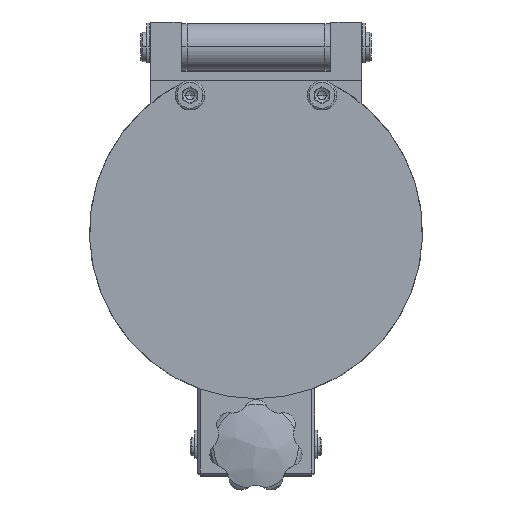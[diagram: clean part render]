
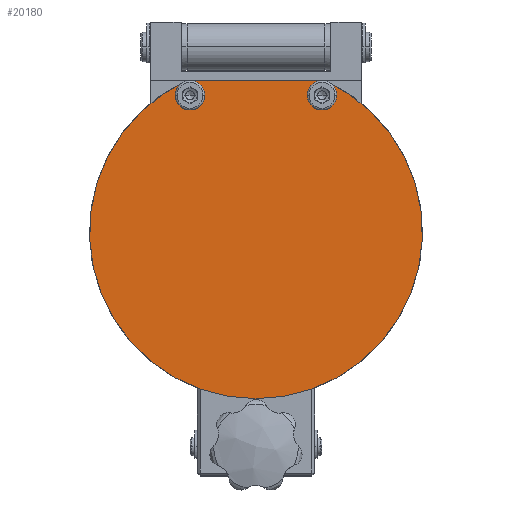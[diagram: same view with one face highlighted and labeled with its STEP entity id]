
A CAD part, top view. The second image highlights one B-rep face of the part: STEP entity #20180.
In plain terms, the highlighted planar face has unit normal (0, 0, 1).
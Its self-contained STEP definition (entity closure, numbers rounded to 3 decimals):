
#1024 = EDGE_CURVE ( 'NONE', #14132, #22127, #27102, .T. ) ;
#1393 = CIRCLE ( 'NONE', #25192, 56.75 ) ;
#1893 = VERTEX_POINT ( 'NONE', #20445 ) ;
#2029 = VERTEX_POINT ( 'NONE', #25249 ) ;
#2537 = EDGE_CURVE ( 'NONE', #8800, #23194, #21372, .T. ) ;
#2693 = EDGE_CURVE ( 'NONE', #1893, #2029, #17038, .T. ) ;
#3461 = DIRECTION ( 'NONE',  ( 0., 0., 1. ) ) ;
#3550 = CARTESIAN_POINT ( 'NONE',  ( 22.5, 46.656, 26. ) ) ;
#3664 = CARTESIAN_POINT ( 'NONE',  ( 22.5, 46.656, 26. ) ) ;
#3948 = CARTESIAN_POINT ( 'NONE',  ( -22.5, 46.656, 26. ) ) ;
#4147 = CIRCLE ( 'NONE', #12319, 3.3 ) ;
#4341 = CARTESIAN_POINT ( 'NONE',  ( 22.5, 49.956, 26. ) ) ;
#5815 = DIRECTION ( 'NONE',  ( 0., 1., 0. ) ) ;
#6121 = DIRECTION ( 'NONE',  ( 0., 1., 0. ) ) ;
#6355 = AXIS2_PLACEMENT_3D ( 'NONE', #8880, #23816, #11034 ) ;
#7058 = AXIS2_PLACEMENT_3D ( 'NONE', #3948, #18916, #6121 ) ;
#7194 = ORIENTED_EDGE ( 'NONE', *, *, #25950, .F. ) ;
#7465 = AXIS2_PLACEMENT_3D ( 'NONE', #3664, #18641, #5815 ) ;
#7911 = FACE_OUTER_BOUND ( 'NONE', #13265, .T. ) ;
#7951 = EDGE_LOOP ( 'NONE', ( #18996, #25001 ) ) ;
#8800 = VERTEX_POINT ( 'NONE', #21281 ) ;
#8880 = CARTESIAN_POINT ( 'NONE',  ( 0., 0., 26. ) ) ;
#9387 = DIRECTION ( 'NONE',  ( 0., 0., 1. ) ) ;
#9791 = CARTESIAN_POINT ( 'NONE',  ( -23.5, 51.656, 26. ) ) ;
#11034 = DIRECTION ( 'NONE',  ( 0., 1., 0. ) ) ;
#11411 = DIRECTION ( 'NONE',  ( 0., 0., 1. ) ) ;
#11932 = DIRECTION ( 'NONE',  ( -1., 0., 0. ) ) ;
#12319 = AXIS2_PLACEMENT_3D ( 'NONE', #24169, #11411, #26307 ) ;
#12844 = CIRCLE ( 'NONE', #7465, 3.3 ) ;
#13265 = EDGE_LOOP ( 'NONE', ( #27609, #14991 ) ) ;
#13617 = FACE_BOUND ( 'NONE', #7951, .T. ) ;
#14132 = VERTEX_POINT ( 'NONE', #17450 ) ;
#14991 = ORIENTED_EDGE ( 'NONE', *, *, #2537, .T. ) ;
#15067 = VECTOR ( 'NONE', #11932, 1000. ) ;
#17038 = CIRCLE ( 'NONE', #7058, 3.3 ) ;
#17450 = CARTESIAN_POINT ( 'NONE',  ( 22.5, 43.356, 26. ) ) ;
#18641 = DIRECTION ( 'NONE',  ( 0., 0., 1. ) ) ;
#18916 = DIRECTION ( 'NONE',  ( 0., 0., 1. ) ) ;
#18996 = ORIENTED_EDGE ( 'NONE', *, *, #21002, .F. ) ;
#19260 = FACE_BOUND ( 'NONE', #19835, .T. ) ;
#19835 = EDGE_LOOP ( 'NONE', ( #7194, #21712 ) ) ;
#20180 = ADVANCED_FACE ( 'NONE', ( #19260, #13617, #7911 ), #23731, .T. ) ;
#20445 = CARTESIAN_POINT ( 'NONE',  ( -22.5, 43.356, 26. ) ) ;
#21002 = EDGE_CURVE ( 'NONE', #22127, #14132, #12844, .T. ) ;
#21281 = CARTESIAN_POINT ( 'NONE',  ( 23.5, 51.656, 26. ) ) ;
#21372 = LINE ( 'NONE', #9791, #15067 ) ;
#21528 = CARTESIAN_POINT ( 'NONE',  ( -23.5, 51.656, 26. ) ) ;
#21712 = ORIENTED_EDGE ( 'NONE', *, *, #2693, .F. ) ;
#22127 = VERTEX_POINT ( 'NONE', #4341 ) ;
#22151 = CARTESIAN_POINT ( 'NONE',  ( 0., 0., 26. ) ) ;
#23194 = VERTEX_POINT ( 'NONE', #21528 ) ;
#23395 = AXIS2_PLACEMENT_3D ( 'NONE', #3550, #3461, #24490 ) ;
#23731 = PLANE ( 'NONE',  #6355 ) ;
#23816 = DIRECTION ( 'NONE',  ( 0., 0., 1. ) ) ;
#24169 = CARTESIAN_POINT ( 'NONE',  ( -22.5, 46.656, 26. ) ) ;
#24295 = DIRECTION ( 'NONE',  ( 0., 1., 0. ) ) ;
#24490 = DIRECTION ( 'NONE',  ( 0., 1., 0. ) ) ;
#25001 = ORIENTED_EDGE ( 'NONE', *, *, #1024, .F. ) ;
#25192 = AXIS2_PLACEMENT_3D ( 'NONE', #22151, #9387, #24295 ) ;
#25249 = CARTESIAN_POINT ( 'NONE',  ( -22.5, 49.956, 26. ) ) ;
#25950 = EDGE_CURVE ( 'NONE', #2029, #1893, #4147, .T. ) ;
#26307 = DIRECTION ( 'NONE',  ( 0., 1., 0. ) ) ;
#27098 = EDGE_CURVE ( 'NONE', #23194, #8800, #1393, .T. ) ;
#27102 = CIRCLE ( 'NONE', #23395, 3.3 ) ;
#27609 = ORIENTED_EDGE ( 'NONE', *, *, #27098, .T. ) ;
